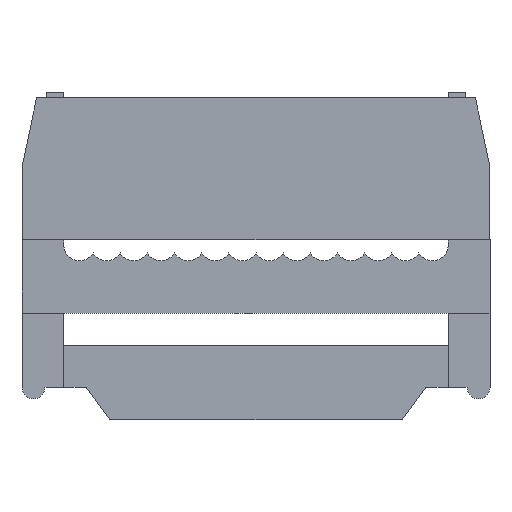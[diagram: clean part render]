
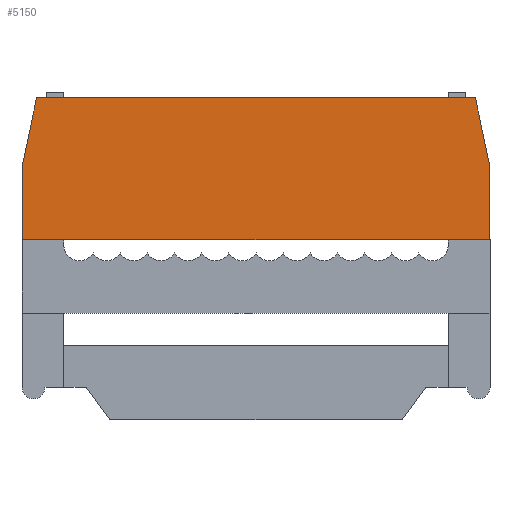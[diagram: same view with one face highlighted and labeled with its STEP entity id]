
A CAD part, front view. The second image highlights one B-rep face of the part: STEP entity #5150.
In plain terms, the highlighted face is planar.
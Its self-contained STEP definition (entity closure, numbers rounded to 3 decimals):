
#408=FACE_OUTER_BOUND($,#696,.T.);
#696=EDGE_LOOP($,(#4651,#4652,#4653,#4654,#4655,#4656));
#1057=LINE($,#7652,#1721);
#1313=LINE($,#8166,#1977);
#1317=LINE($,#8171,#1981);
#1323=LINE($,#8183,#1987);
#1359=LINE($,#8252,#2023);
#1360=LINE($,#8255,#2024);
#1721=VECTOR($,#6216,21.);
#1977=VECTOR($,#6706,3.6);
#1981=VECTOR($,#6712,3.27);
#1987=VECTOR($,#6722,3.27);
#2023=VECTOR($,#6792,3.6);
#2024=VECTOR($,#6797,22.35);
#2322=VERTEX_POINT($,#7649);
#2323=VERTEX_POINT($,#7651);
#2463=VERTEX_POINT($,#8163);
#2464=VERTEX_POINT($,#8165);
#2468=VERTEX_POINT($,#8181);
#2484=VERTEX_POINT($,#8250);
#2905=EDGE_CURVE($,#2323,#2322,#1057,.T.);
#3161=EDGE_CURVE($,#2464,#2463,#1313,.T.);
#3165=EDGE_CURVE($,#2463,#2323,#1317,.T.);
#3171=EDGE_CURVE($,#2322,#2468,#1323,.T.);
#3207=EDGE_CURVE($,#2468,#2484,#1359,.T.);
#3208=EDGE_CURVE($,#2484,#2464,#1360,.T.);
#4651=ORIENTED_EDGE($,*,*,#3208,.T.);
#4652=ORIENTED_EDGE($,*,*,#3161,.T.);
#4653=ORIENTED_EDGE($,*,*,#3165,.T.);
#4654=ORIENTED_EDGE($,*,*,#2905,.T.);
#4655=ORIENTED_EDGE($,*,*,#3171,.T.);
#4656=ORIENTED_EDGE($,*,*,#3207,.T.);
#4888=PLANE($,#5481);
#5150=ADVANCED_FACE($,(#408),#4888,.T.);
#5481=AXIS2_PLACEMENT_3D($,#8256,#6798,#6799);
#6216=DIRECTION($,(1.,0.,0.));
#6706=DIRECTION($,(0.,0.,1.));
#6712=DIRECTION($,(0.206,0.,0.978));
#6722=DIRECTION($,(0.206,0.,-0.978));
#6792=DIRECTION($,(0.,0.,-1.));
#6797=DIRECTION($,(-1.,0.,0.));
#6798=DIRECTION('center_axis',(0.,1.,0.));
#6799=DIRECTION('ref_axis',(0.,0.,1.));
#7649=CARTESIAN_POINT('',(10.5,3.,6.8));
#7651=CARTESIAN_POINT('',(-10.5,3.,6.8));
#7652=CARTESIAN_POINT($,(-10.5,3.,6.8));
#8163=CARTESIAN_POINT('',(-11.175,3.,3.6));
#8165=CARTESIAN_POINT('',(-11.175,3.,0.));
#8166=CARTESIAN_POINT($,(-11.175,3.,0.));
#8171=CARTESIAN_POINT($,(-11.175,3.,3.6));
#8181=CARTESIAN_POINT('',(11.175,3.,3.6));
#8183=CARTESIAN_POINT($,(10.5,3.,6.8));
#8250=CARTESIAN_POINT('',(11.175,3.,0.));
#8252=CARTESIAN_POINT($,(11.175,3.,3.6));
#8255=CARTESIAN_POINT($,(11.175,3.,0.));
#8256=CARTESIAN_POINT('Origin',(0.,3.,3.324));
